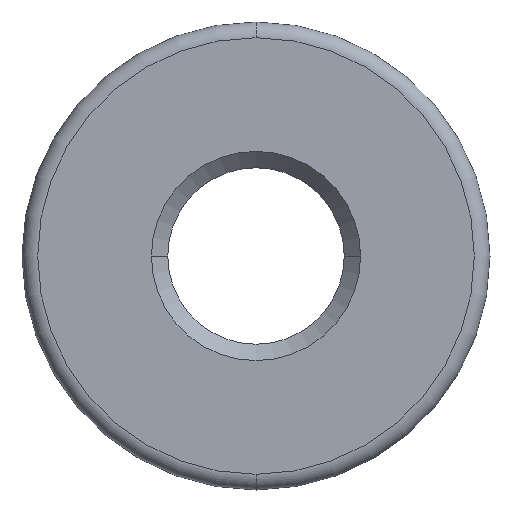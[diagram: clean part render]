
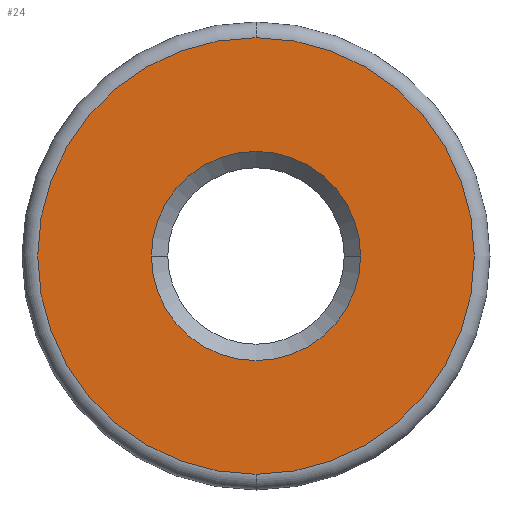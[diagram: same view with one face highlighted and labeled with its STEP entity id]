
A CAD part, front view. The second image highlights one B-rep face of the part: STEP entity #24.
In plain terms, the highlighted planar face has unit normal (0, -1, 0).
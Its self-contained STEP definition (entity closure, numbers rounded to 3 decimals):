
#9 = CARTESIAN_POINT ( 'NONE',  ( 0., -8., 8.35 ) ) ;
#16 = CIRCLE ( 'NONE', #210, 8.35 ) ;
#24 = ADVANCED_FACE ( 'NONE', ( #464, #143 ), #399, .F. ) ;
#34 = VERTEX_POINT ( 'NONE', #9 ) ;
#45 = DIRECTION ( 'NONE',  ( 0., 1., 0. ) ) ;
#70 = DIRECTION ( 'NONE',  ( 0., 1., 0. ) ) ;
#143 = FACE_BOUND ( 'NONE', #370, .T. ) ;
#188 = VERTEX_POINT ( 'NONE', #440 ) ;
#210 = AXIS2_PLACEMENT_3D ( 'NONE', #312, #438, #244 ) ;
#236 = ORIENTED_EDGE ( 'NONE', *, *, #384, .T. ) ;
#244 = DIRECTION ( 'NONE',  ( 0., 0., 1. ) ) ;
#246 = AXIS2_PLACEMENT_3D ( 'NONE', #740, #862, #522 ) ;
#273 = EDGE_CURVE ( 'NONE', #34, #188, #790, .T. ) ;
#295 = ORIENTED_EDGE ( 'NONE', *, *, #623, .T. ) ;
#312 = CARTESIAN_POINT ( 'NONE',  ( 0., -8., 0. ) ) ;
#340 = AXIS2_PLACEMENT_3D ( 'NONE', #561, #827, #757 ) ;
#370 = EDGE_LOOP ( 'NONE', ( #295, #236 ) ) ;
#384 = EDGE_CURVE ( 'NONE', #527, #805, #449, .T. ) ;
#399 = PLANE ( 'NONE',  #421 ) ;
#421 = AXIS2_PLACEMENT_3D ( 'NONE', #741, #70, #602 ) ;
#425 = CARTESIAN_POINT ( 'NONE',  ( 0., -8., 0. ) ) ;
#438 = DIRECTION ( 'NONE',  ( 0., 1., 0. ) ) ;
#440 = CARTESIAN_POINT ( 'NONE',  ( 0., -8., -8.35 ) ) ;
#449 = CIRCLE ( 'NONE', #340, 4. ) ;
#464 = FACE_OUTER_BOUND ( 'NONE', #782, .T. ) ;
#522 = DIRECTION ( 'NONE',  ( -1., 0., 0. ) ) ;
#527 = VERTEX_POINT ( 'NONE', #637 ) ;
#530 = EDGE_CURVE ( 'NONE', #188, #34, #16, .T. ) ;
#539 = CIRCLE ( 'NONE', #246, 4. ) ;
#561 = CARTESIAN_POINT ( 'NONE',  ( 0., -8., 0. ) ) ;
#579 = DIRECTION ( 'NONE',  ( 0., 0., 1. ) ) ;
#602 = DIRECTION ( 'NONE',  ( 0., 0., 1. ) ) ;
#623 = EDGE_CURVE ( 'NONE', #805, #527, #539, .T. ) ;
#633 = AXIS2_PLACEMENT_3D ( 'NONE', #425, #45, #579 ) ;
#637 = CARTESIAN_POINT ( 'NONE',  ( -4., -8., 0. ) ) ;
#710 = ORIENTED_EDGE ( 'NONE', *, *, #530, .F. ) ;
#740 = CARTESIAN_POINT ( 'NONE',  ( 0., -8., 0. ) ) ;
#741 = CARTESIAN_POINT ( 'NONE',  ( 0., -8., 0. ) ) ;
#757 = DIRECTION ( 'NONE',  ( -1., 0., 0. ) ) ;
#776 = ORIENTED_EDGE ( 'NONE', *, *, #273, .F. ) ;
#782 = EDGE_LOOP ( 'NONE', ( #776, #710 ) ) ;
#790 = CIRCLE ( 'NONE', #633, 8.35 ) ;
#805 = VERTEX_POINT ( 'NONE', #810 ) ;
#810 = CARTESIAN_POINT ( 'NONE',  ( 4., -8., 0. ) ) ;
#827 = DIRECTION ( 'NONE',  ( 0., 1., 0. ) ) ;
#862 = DIRECTION ( 'NONE',  ( 0., 1., 0. ) ) ;
